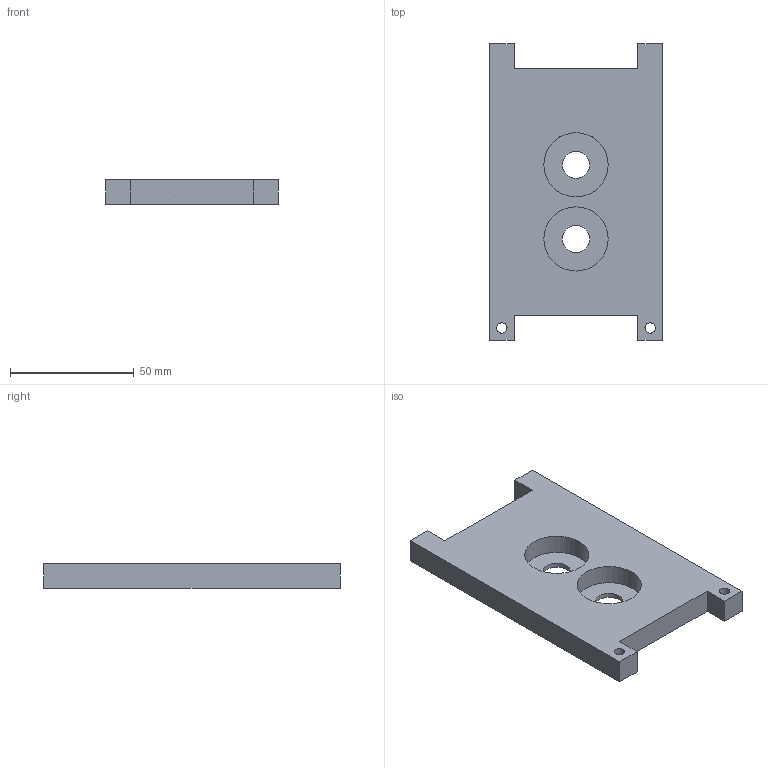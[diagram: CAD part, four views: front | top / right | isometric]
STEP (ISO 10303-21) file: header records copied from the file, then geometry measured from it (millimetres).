
FILE_DESCRIPTION(/* description */ (''),/* implementation_level */ '2;1');
FILE_NAME(/* name */ 'gearbox_side1.stp',/* time_stamp */ '2023-07-24T12:40:58+08:00',/* author */ ('310611102'),/* organization */ (''),/* preprocessor_version */ 'ST-DEVELOPER v19',/* originating_system */ 'Autodesk Inventor 2023',/* authorisation */ '');
FILE_SCHEMA (('AUTOMOTIVE_DESIGN { 1 0 10303 214 3 1 1 }'));
Length unit declared in the file: millimetre
Products named in the file (1): gearbox_side1
Bounding box: 70 x 120 x 10 mm (x, y, z)
Volume: 64425.2 mm3; surface area: 20565 mm2
Topology: 1 solids, 1 shells, 26 faces, 60 edges, 40 vertices
Faces by surface type: plane 18, cylinder 8
Full cylindrical faces by diameter (mm): 4.2 x2, 5.8 x2, 11 x2, 26 x2
Entity records: 799 total; most frequent: DIRECTION 130, CARTESIAN_POINT 127, ORIENTED_EDGE 120, EDGE_CURVE 60, LINE 44, VECTOR 44, AXIS2_PLACEMENT_3D 43, VERTEX_POINT 40
